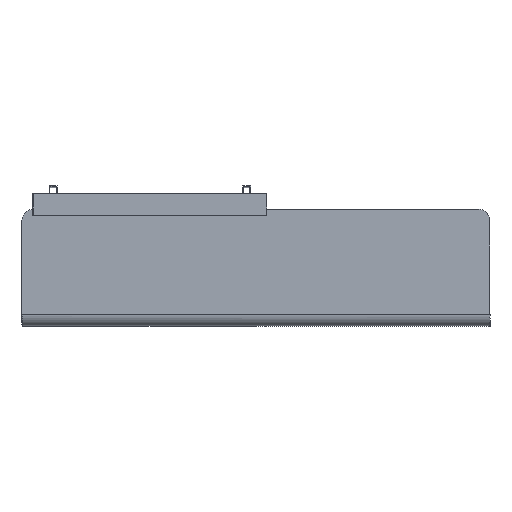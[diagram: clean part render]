
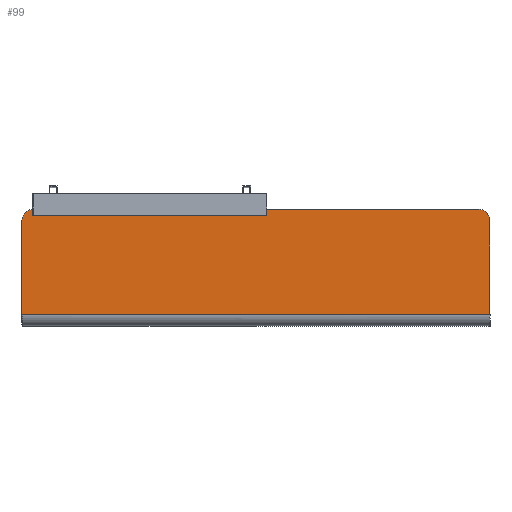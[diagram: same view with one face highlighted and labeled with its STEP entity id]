
A CAD part, top view. The second image highlights one B-rep face of the part: STEP entity #99.
In plain terms, the highlighted planar face has unit normal (0, 0, 1).
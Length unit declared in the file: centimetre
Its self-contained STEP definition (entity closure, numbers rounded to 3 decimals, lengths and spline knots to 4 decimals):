
#24=(
BOUNDED_CURVE()
B_SPLINE_CURVE(2,(#1861,#1862,#1863),.UNSPECIFIED.,.F.,.F.)
B_SPLINE_CURVE_WITH_KNOTS((3,3),(-4.7124,0.),.UNSPECIFIED.)
CURVE()
GEOMETRIC_REPRESENTATION_ITEM()
RATIONAL_B_SPLINE_CURVE((1.,0.707,1.))
REPRESENTATION_ITEM($)
);
#25=(
BOUNDED_CURVE()
B_SPLINE_CURVE(2,(#1874,#1875,#1876),.UNSPECIFIED.,.F.,.F.)
B_SPLINE_CURVE_WITH_KNOTS((3,3),(-4.7124,0.),.UNSPECIFIED.)
CURVE()
GEOMETRIC_REPRESENTATION_ITEM()
RATIONAL_B_SPLINE_CURVE((1.,0.707,1.))
REPRESENTATION_ITEM($)
);
#99=ADVANCED_FACE($,(#177),#1039,.T.);
#177=FACE_OUTER_BOUND($,#259,.T.);
#259=EDGE_LOOP($,(#530,#531,#532,#533,#534,#535));
#530=ORIENTED_EDGE($,*,*,#801,.F.);
#531=ORIENTED_EDGE($,*,*,#788,.F.);
#532=ORIENTED_EDGE($,*,*,#802,.F.);
#533=ORIENTED_EDGE($,*,*,#803,.F.);
#534=ORIENTED_EDGE($,*,*,#804,.F.);
#535=ORIENTED_EDGE($,*,*,#797,.F.);
#788=EDGE_CURVE($,#944,#945,#1177,.T.);
#797=EDGE_CURVE($,#953,#950,#24,.T.);
#801=EDGE_CURVE($,#945,#953,#1185,.T.);
#802=EDGE_CURVE($,#954,#944,#1186,.T.);
#803=EDGE_CURVE($,#955,#954,#25,.T.);
#804=EDGE_CURVE($,#950,#955,#1187,.T.);
#944=VERTEX_POINT($,#1966);
#945=VERTEX_POINT($,#1967);
#950=VERTEX_POINT($,#1972);
#953=VERTEX_POINT($,#1975);
#954=VERTEX_POINT($,#1976);
#955=VERTEX_POINT($,#1977);
#1039=PLANE($,#1379);
#1177=B_SPLINE_CURVE_WITH_KNOTS($,1,(#1837,#1838),.UNSPECIFIED.,.F.,.F.,
(2,2),(-120.,0.),.UNSPECIFIED.);
#1185=B_SPLINE_CURVE_WITH_KNOTS($,1,(#1870,#1871),.UNSPECIFIED.,.F.,.F.,
(2,2),(0.,24.05),.UNSPECIFIED.);
#1186=B_SPLINE_CURVE_WITH_KNOTS($,1,(#1872,#1873),.UNSPECIFIED.,.F.,.F.,
(2,2),(-24.05,0.),.UNSPECIFIED.);
#1187=B_SPLINE_CURVE_WITH_KNOTS($,1,(#1877,#1878),.UNSPECIFIED.,.F.,.F.,
(2,2),(0.,114.),.UNSPECIFIED.);
#1379=AXIS2_PLACEMENT_3D($,#1941,#1454,$);
#1454=DIRECTION($,(0.,0.,1.));
#1837=CARTESIAN_POINT($,(120.0732,3.0168,82.95));
#1838=CARTESIAN_POINT($,(0.0732,3.0168,82.95));
#1861=CARTESIAN_POINT($,(0.0732,27.0668,82.95));
#1862=CARTESIAN_POINT($,(0.0732,30.0668,82.95));
#1863=CARTESIAN_POINT($,(3.0732,30.0668,82.95));
#1870=CARTESIAN_POINT($,(0.0732,3.0168,82.95));
#1871=CARTESIAN_POINT($,(0.0732,27.0668,82.95));
#1872=CARTESIAN_POINT($,(120.0732,27.0668,82.95));
#1873=CARTESIAN_POINT($,(120.0732,3.0168,82.95));
#1874=CARTESIAN_POINT($,(117.0732,30.0668,82.95));
#1875=CARTESIAN_POINT($,(120.0732,30.0668,82.95));
#1876=CARTESIAN_POINT($,(120.0732,27.0668,82.95));
#1877=CARTESIAN_POINT($,(3.0732,30.0668,82.95));
#1878=CARTESIAN_POINT($,(117.0732,30.0668,82.95));
#1941=CARTESIAN_POINT($,(0.0732,3.0168,82.95));
#1966=CARTESIAN_POINT($,(120.0732,3.0168,82.95));
#1967=CARTESIAN_POINT($,(0.0732,3.0168,82.95));
#1972=CARTESIAN_POINT($,(3.0732,30.0668,82.95));
#1975=CARTESIAN_POINT($,(0.0732,27.0668,82.95));
#1976=CARTESIAN_POINT($,(120.0732,27.0668,82.95));
#1977=CARTESIAN_POINT($,(117.0732,30.0668,82.95));
